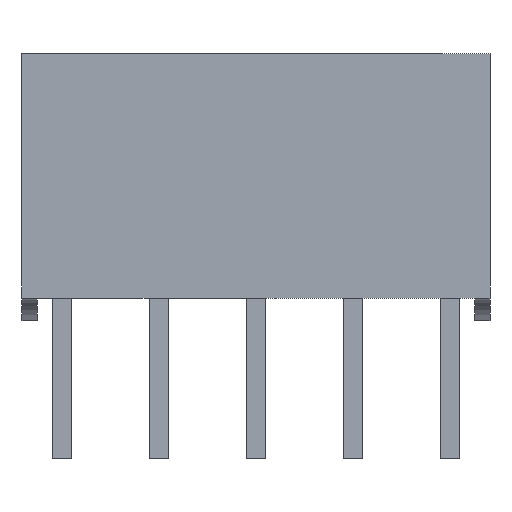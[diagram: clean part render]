
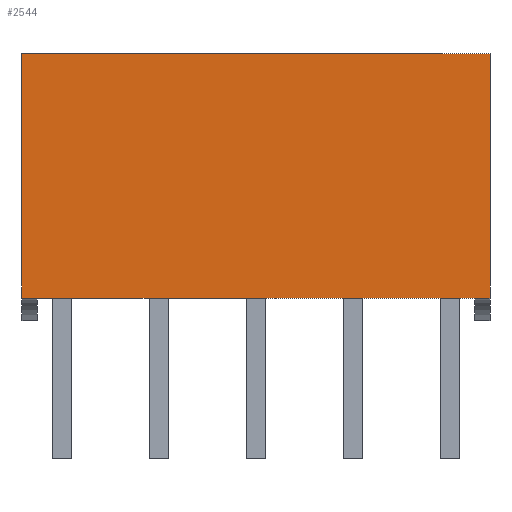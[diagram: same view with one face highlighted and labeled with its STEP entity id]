
A CAD part, front view. The second image highlights one B-rep face of the part: STEP entity #2544.
In plain terms, the highlighted planar face has unit normal (0, -1, 0).
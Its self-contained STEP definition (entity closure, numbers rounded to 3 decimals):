
#114 = CARTESIAN_POINT ( 'NONE',  ( 12.25, 0., 7. ) ) ;
#163 = LINE ( 'NONE', #465, #1573 ) ;
#334 = LINE ( 'NONE', #1048, #1982 ) ;
#422 = EDGE_CURVE ( 'NONE', #600, #1394, #163, .T. ) ;
#425 = LINE ( 'NONE', #2536, #864 ) ;
#465 = CARTESIAN_POINT ( 'NONE',  ( 0., 0., 7. ) ) ;
#475 = VECTOR ( 'NONE', #1346, 1000. ) ;
#533 = ORIENTED_EDGE ( 'NONE', *, *, #422, .F. ) ;
#600 = VERTEX_POINT ( 'NONE', #1859 ) ;
#666 = DIRECTION ( 'NONE',  ( 1., 0., 0. ) ) ;
#717 = EDGE_CURVE ( 'NONE', #1181, #2651, #425, .T. ) ;
#770 = ORIENTED_EDGE ( 'NONE', *, *, #717, .F. ) ;
#835 = FACE_OUTER_BOUND ( 'NONE', #1959, .T. ) ;
#864 = VECTOR ( 'NONE', #2105, 1000. ) ;
#880 = AXIS2_PLACEMENT_3D ( 'NONE', #1745, #1957, #2149 ) ;
#1048 = CARTESIAN_POINT ( 'NONE',  ( 0., 0., 7. ) ) ;
#1181 = VERTEX_POINT ( 'NONE', #2240 ) ;
#1197 = CARTESIAN_POINT ( 'NONE',  ( 12.25, 0., 7. ) ) ;
#1270 = DIRECTION ( 'NONE',  ( 0., 0., -1. ) ) ;
#1304 = LINE ( 'NONE', #114, #475 ) ;
#1346 = DIRECTION ( 'NONE',  ( 0., 0., -1. ) ) ;
#1394 = VERTEX_POINT ( 'NONE', #1197 ) ;
#1433 = ORIENTED_EDGE ( 'NONE', *, *, #1507, .T. ) ;
#1507 = EDGE_CURVE ( 'NONE', #600, #2651, #334, .T. ) ;
#1573 = VECTOR ( 'NONE', #666, 1000. ) ;
#1703 = EDGE_CURVE ( 'NONE', #1394, #1181, #1304, .T. ) ;
#1745 = CARTESIAN_POINT ( 'NONE',  ( 0., 0., 7. ) ) ;
#1774 = PLANE ( 'NONE',  #880 ) ;
#1859 = CARTESIAN_POINT ( 'NONE',  ( 0., 0., 7. ) ) ;
#1957 = DIRECTION ( 'NONE',  ( 0., 1., 0. ) ) ;
#1959 = EDGE_LOOP ( 'NONE', ( #1433, #770, #2652, #533 ) ) ;
#1982 = VECTOR ( 'NONE', #1270, 1000. ) ;
#2105 = DIRECTION ( 'NONE',  ( -1., 0., 0. ) ) ;
#2149 = DIRECTION ( 'NONE',  ( 0., 0., 1. ) ) ;
#2240 = CARTESIAN_POINT ( 'NONE',  ( 12.25, 0., 0.6 ) ) ;
#2517 = CARTESIAN_POINT ( 'NONE',  ( 0., 0., 0.6 ) ) ;
#2536 = CARTESIAN_POINT ( 'NONE',  ( 0., 0., 0.6 ) ) ;
#2544 = ADVANCED_FACE ( 'NONE', ( #835 ), #1774, .F. ) ;
#2651 = VERTEX_POINT ( 'NONE', #2517 ) ;
#2652 = ORIENTED_EDGE ( 'NONE', *, *, #1703, .F. ) ;
